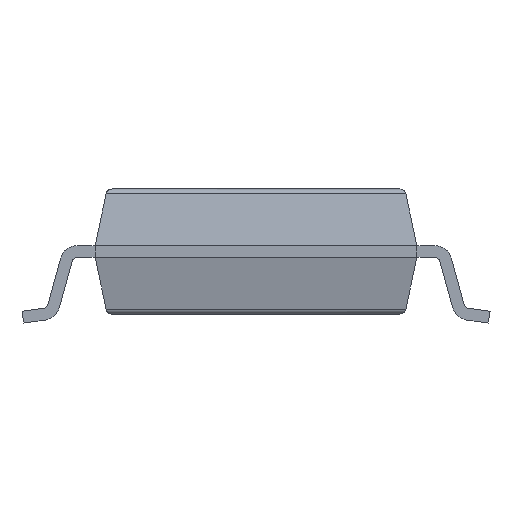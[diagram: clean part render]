
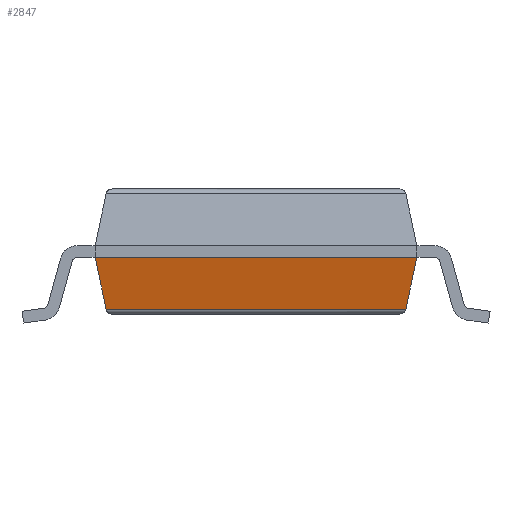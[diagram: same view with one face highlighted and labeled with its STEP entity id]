
A CAD part, left-side view. The second image highlights one B-rep face of the part: STEP entity #2847.
In plain terms, the highlighted planar face has unit normal (-0.978, 0, -0.208).
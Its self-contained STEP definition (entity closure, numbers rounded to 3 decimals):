
#321 = VERTEX_POINT('',#322);
#322 = CARTESIAN_POINT('',(-5.1,2.7,1.1));
#336 = PLANE('',#337);
#337 = AXIS2_PLACEMENT_3D('',#338,#339,#340);
#338 = CARTESIAN_POINT('',(5.1,2.7,1.1));
#339 = DIRECTION('',(0.,0.978,-0.208)
  );
#340 = DIRECTION('',(0.,0.208,0.978)
  );
#364 = PLANE('',#365);
#365 = AXIS2_PLACEMENT_3D('',#366,#367,#368);
#366 = CARTESIAN_POINT('',(-5.1,-2.7,2.25));
#367 = DIRECTION('',(1.,0.,0.));
#368 = DIRECTION('',(0.,1.,0.));
#1239 = VERTEX_POINT('',#1240);
#1240 = CARTESIAN_POINT('',(-5.1,-2.7,1.1));
#1275 = PLANE('',#1276);
#1276 = AXIS2_PLACEMENT_3D('',#1277,#1278,#1279);
#1277 = CARTESIAN_POINT('',(5.1,-2.7,1.1));
#1278 = DIRECTION('',(0.,-0.978,-0.208
    ));
#1279 = DIRECTION('',(0.,0.208,-0.978)
  );
#2333 = EDGE_CURVE('',#321,#1239,#2334,.T.);
#2334 = SURFACE_CURVE('',#2335,(#2339,#2346),.PCURVE_S1.);
#2335 = LINE('',#2336,#2337);
#2336 = CARTESIAN_POINT('',(-5.1,-2.7,1.1));
#2337 = VECTOR('',#2338,1.);
#2338 = DIRECTION('',(0.,-1.,0.));
#2339 = PCURVE('',#364,#2340);
#2340 = DEFINITIONAL_REPRESENTATION('',(#2341),#2345);
#2341 = LINE('',#2342,#2343);
#2342 = CARTESIAN_POINT('',(0.,-1.15));
#2343 = VECTOR('',#2344,1.);
#2344 = DIRECTION('',(-1.,0.));
#2345 = ( GEOMETRIC_REPRESENTATION_CONTEXT(2) 
PARAMETRIC_REPRESENTATION_CONTEXT() REPRESENTATION_CONTEXT('2D SPACE',''
  ) );
#2346 = PCURVE('',#2347,#2352);
#2347 = PLANE('',#2348);
#2348 = AXIS2_PLACEMENT_3D('',#2349,#2350,#2351);
#2349 = CARTESIAN_POINT('',(-5.1,-2.7,1.1));
#2350 = DIRECTION('',(-0.978,0.,-0.208
    ));
#2351 = DIRECTION('',(-0.208,0.,0.978
    ));
#2352 = DEFINITIONAL_REPRESENTATION('',(#2353),#2357);
#2353 = LINE('',#2354,#2355);
#2354 = CARTESIAN_POINT('',(0.,0.));
#2355 = VECTOR('',#2356,1.);
#2356 = DIRECTION('',(0.,-1.));
#2357 = ( GEOMETRIC_REPRESENTATION_CONTEXT(2) 
PARAMETRIC_REPRESENTATION_CONTEXT() REPRESENTATION_CONTEXT('2D SPACE',''
  ) );
#2716 = CYLINDRICAL_SURFACE('',#2717,0.1);
#2717 = AXIS2_PLACEMENT_3D('',#2718,#2719,#2720);
#2718 = CARTESIAN_POINT('',(-4.817,-2.7,0.25));
#2719 = DIRECTION('',(0.,1.,0.));
#2720 = DIRECTION('',(-1.,0.,0.));
#2847 = ADVANCED_FACE('',(#2848),#2347,.T.);
#2848 = FACE_BOUND('',#2849,.T.);
#2849 = EDGE_LOOP('',(#2850,#2873,#2918,#2939));
#2850 = ORIENTED_EDGE('',*,*,#2851,.F.);
#2851 = EDGE_CURVE('',#2852,#321,#2854,.T.);
#2852 = VERTEX_POINT('',#2853);
#2853 = CARTESIAN_POINT('',(-4.915,2.515,
    0.229));
#2854 = SURFACE_CURVE('',#2855,(#2859,#2866),.PCURVE_S1.);
#2855 = LINE('',#2856,#2857);
#2856 = CARTESIAN_POINT('',(-4.876,2.476,
    0.047));
#2857 = VECTOR('',#2858,1.);
#2858 = DIRECTION('',(-0.204,0.204,0.958));
#2859 = PCURVE('',#2347,#2860);
#2860 = DEFINITIONAL_REPRESENTATION('',(#2861),#2865);
#2861 = LINE('',#2862,#2863);
#2862 = CARTESIAN_POINT('',(-1.076,5.176));
#2863 = VECTOR('',#2864,1.);
#2864 = DIRECTION('',(0.979,0.204));
#2865 = ( GEOMETRIC_REPRESENTATION_CONTEXT(2) 
PARAMETRIC_REPRESENTATION_CONTEXT() REPRESENTATION_CONTEXT('2D SPACE',''
  ) );
#2866 = PCURVE('',#336,#2867);
#2867 = DEFINITIONAL_REPRESENTATION('',(#2868),#2872);
#2868 = LINE('',#2869,#2870);
#2869 = CARTESIAN_POINT('',(-1.076,-9.976));
#2870 = VECTOR('',#2871,1.);
#2871 = DIRECTION('',(0.979,-0.204));
#2872 = ( GEOMETRIC_REPRESENTATION_CONTEXT(2) 
PARAMETRIC_REPRESENTATION_CONTEXT() REPRESENTATION_CONTEXT('2D SPACE',''
  ) );
#2873 = ORIENTED_EDGE('',*,*,#2874,.T.);
#2874 = EDGE_CURVE('',#2852,#2875,#2877,.T.);
#2875 = VERTEX_POINT('',#2876);
#2876 = CARTESIAN_POINT('',(-4.915,-2.515,
    0.229));
#2877 = SURFACE_CURVE('',#2878,(#2882,#2889),.PCURVE_S1.);
#2878 = LINE('',#2879,#2880);
#2879 = CARTESIAN_POINT('',(-4.915,-2.7,
    0.229));
#2880 = VECTOR('',#2881,1.);
#2881 = DIRECTION('',(0.,-1.,0.));
#2882 = PCURVE('',#2347,#2883);
#2883 = DEFINITIONAL_REPRESENTATION('',(#2884),#2888);
#2884 = LINE('',#2885,#2886);
#2885 = CARTESIAN_POINT('',(-0.89,0.));
#2886 = VECTOR('',#2887,1.);
#2887 = DIRECTION('',(0.,-1.));
#2888 = ( GEOMETRIC_REPRESENTATION_CONTEXT(2) 
PARAMETRIC_REPRESENTATION_CONTEXT() REPRESENTATION_CONTEXT('2D SPACE',''
  ) );
#2889 = PCURVE('',#2716,#2890);
#2890 = DEFINITIONAL_REPRESENTATION('',(#2891),#2917);
#2891 = B_SPLINE_CURVE_WITH_KNOTS('',3,(#2892,#2893,#2894,#2895,#2896,
    #2897,#2898,#2899,#2900,#2901,#2902,#2903,#2904,#2905,#2906,#2907,
    #2908,#2909,#2910,#2911,#2912,#2913,#2914,#2915,#2916),
  .UNSPECIFIED.,.F.,.F.,(4,1,1,1,1,1,1,1,1,1,1,1,1,1,1,1,1,1,1,1,1,1,4),
  (-5.215,-4.986,-4.758,-4.529,
    -4.3,-4.072,-3.843,-3.615,
    -3.386,-3.157,-2.929,-2.7,-2.471
    ,-2.243,-2.014,-1.785,-1.557,
    -1.328,-1.1,-0.871,-0.642,
    -0.414,-0.185),.QUASI_UNIFORM_KNOTS.);
#2892 = CARTESIAN_POINT('',(6.074,5.215));
#2893 = CARTESIAN_POINT('',(6.074,5.139));
#2894 = CARTESIAN_POINT('',(6.074,4.986));
#2895 = CARTESIAN_POINT('',(6.074,4.758));
#2896 = CARTESIAN_POINT('',(6.074,4.529));
#2897 = CARTESIAN_POINT('',(6.074,4.3));
#2898 = CARTESIAN_POINT('',(6.074,4.072));
#2899 = CARTESIAN_POINT('',(6.074,3.843));
#2900 = CARTESIAN_POINT('',(6.074,3.615));
#2901 = CARTESIAN_POINT('',(6.074,3.386));
#2902 = CARTESIAN_POINT('',(6.074,3.157));
#2903 = CARTESIAN_POINT('',(6.074,2.929));
#2904 = CARTESIAN_POINT('',(6.074,2.7));
#2905 = CARTESIAN_POINT('',(6.074,2.471));
#2906 = CARTESIAN_POINT('',(6.074,2.243));
#2907 = CARTESIAN_POINT('',(6.074,2.014));
#2908 = CARTESIAN_POINT('',(6.074,1.785));
#2909 = CARTESIAN_POINT('',(6.074,1.557));
#2910 = CARTESIAN_POINT('',(6.074,1.328));
#2911 = CARTESIAN_POINT('',(6.074,1.1));
#2912 = CARTESIAN_POINT('',(6.074,0.871));
#2913 = CARTESIAN_POINT('',(6.074,0.642));
#2914 = CARTESIAN_POINT('',(6.074,0.414));
#2915 = CARTESIAN_POINT('',(6.074,0.261));
#2916 = CARTESIAN_POINT('',(6.074,0.185));
#2917 = ( GEOMETRIC_REPRESENTATION_CONTEXT(2) 
PARAMETRIC_REPRESENTATION_CONTEXT() REPRESENTATION_CONTEXT('2D SPACE',''
  ) );
#2918 = ORIENTED_EDGE('',*,*,#2919,.F.);
#2919 = EDGE_CURVE('',#1239,#2875,#2920,.T.);
#2920 = SURFACE_CURVE('',#2921,(#2925,#2932),.PCURVE_S1.);
#2921 = LINE('',#2922,#2923);
#2922 = CARTESIAN_POINT('',(-4.677,-2.277,
    -0.888));
#2923 = VECTOR('',#2924,1.);
#2924 = DIRECTION('',(0.204,0.204,-0.958));
#2925 = PCURVE('',#2347,#2926);
#2926 = DEFINITIONAL_REPRESENTATION('',(#2927),#2931);
#2927 = LINE('',#2928,#2929);
#2928 = CARTESIAN_POINT('',(-2.033,0.423));
#2929 = VECTOR('',#2930,1.);
#2930 = DIRECTION('',(-0.979,0.204));
#2931 = ( GEOMETRIC_REPRESENTATION_CONTEXT(2) 
PARAMETRIC_REPRESENTATION_CONTEXT() REPRESENTATION_CONTEXT('2D SPACE',''
  ) );
#2932 = PCURVE('',#1275,#2933);
#2933 = DEFINITIONAL_REPRESENTATION('',(#2934),#2938);
#2934 = LINE('',#2935,#2936);
#2935 = CARTESIAN_POINT('',(2.033,-9.777));
#2936 = VECTOR('',#2937,1.);
#2937 = DIRECTION('',(0.979,0.204));
#2938 = ( GEOMETRIC_REPRESENTATION_CONTEXT(2) 
PARAMETRIC_REPRESENTATION_CONTEXT() REPRESENTATION_CONTEXT('2D SPACE',''
  ) );
#2939 = ORIENTED_EDGE('',*,*,#2333,.F.);
